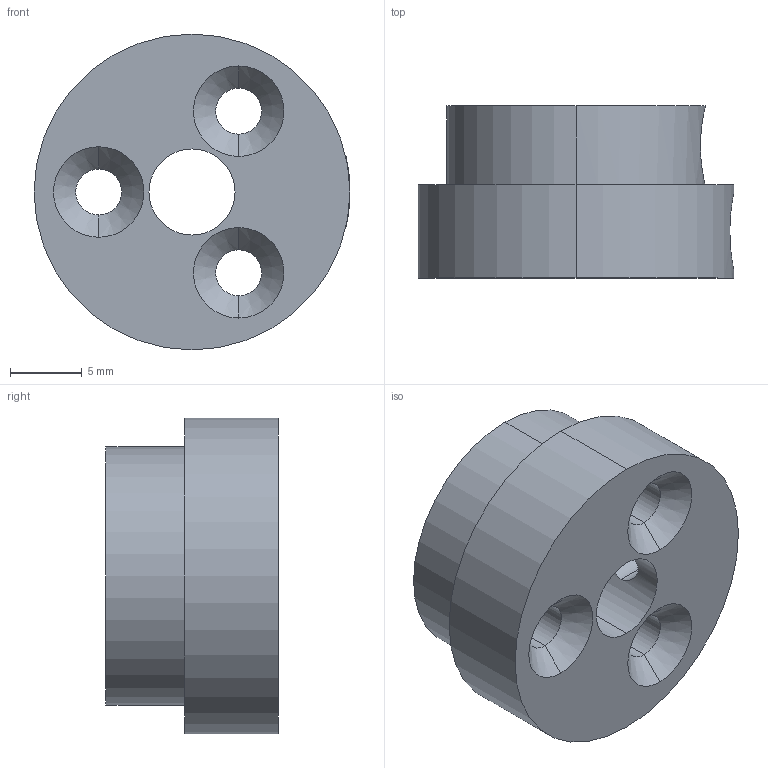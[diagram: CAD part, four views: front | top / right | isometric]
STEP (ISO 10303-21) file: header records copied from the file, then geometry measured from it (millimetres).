
FILE_DESCRIPTION (( 'STEP AP214' ), '1' );
FILE_NAME ('wheel_mount_hub1.step', '2023-05-17T11:20:10', ( '' ), ( '' ), 'SwSTEP 2.0', 'SolidWorks 2022', '' );
FILE_SCHEMA (( 'AUTOMOTIVE_DESIGN' ));
Length unit declared in the file: millimetre
Products named in the file (1): wheel_mount_hub1
Bounding box: 22 x 12 x 22 mm (x, y, z)
Volume: 3094.1 mm3; surface area: 2072.8 mm2
Topology: 1 solids, 1 shells, 30 faces, 74 edges, 46 vertices
Faces by surface type: cylinder 16, cone 10, plane 4
Entity records: 1145 total; most frequent: CARTESIAN_POINT 366, DIRECTION 161, ORIENTED_EDGE 148, EDGE_CURVE 74, AXIS2_PLACEMENT_3D 67, VERTEX_POINT 46, EDGE_LOOP 42, CIRCLE 36
